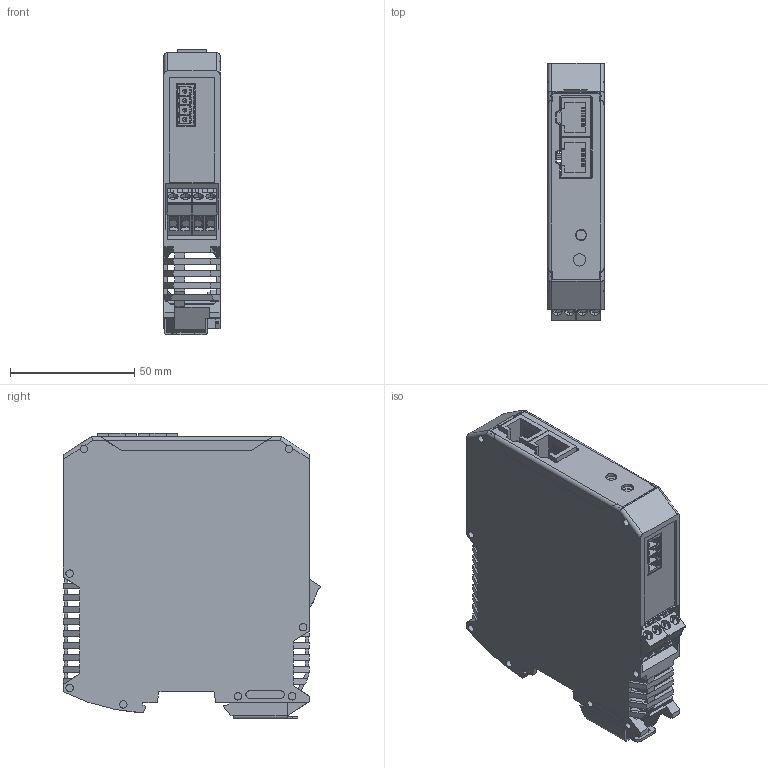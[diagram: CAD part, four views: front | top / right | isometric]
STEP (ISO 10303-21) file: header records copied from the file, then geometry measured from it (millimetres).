
FILE_DESCRIPTION((''),'2;1');
FILE_NAME('DM_CAD-2247_ASM','2016-03-09T',('Creinig-se'),(''),'PRO/ENGINEER BY PARAMETRIC TECHNOLOGY CORPORATION, 2013050','PRO/ENGINEER BY PARAMETRIC TECHNOLOGY CORPORATION, 2013050','');
FILE_SCHEMA(('CONFIG_CONTROL_DESIGN'));
Products named in the file (21): DM_CAD-2247_SW0002; ID_1_PRODUCT_VERSION_ID-1349; ID_1_PRODUCT_VERSION_ID-1350; PRODUCT_1249_PRODUCT_VERSION_ID; ID_1_PRODUCT_VERSION_ID-1352; ID_1_PRODUCT_VERSION_ID-1353; PRODUCT_1252_PRODUCT_VERSION_ID; MANIFOLD_SOLID_BREP_62500; MANIFOLD_SOLID_BREP_62501; MANIFOLD_SOLID_BREP_62502; MANIFOLD_SOLID_BREP_62503; PRODUCT_1253_PRODUCT_VERSION_ID_ASM; ID_1_PRODUCT_VERSION_ID-1356; ID_1_PRODUCT_VERSION_ID-1357; ID_1_PRODUCT_VERSION_ID-1358; ID_1_PRODUCT_VERSION_ID-1359; ID_1_PRODUCT_VERSION_ID-1360; ID_1_PRODUCT_VERSION_ID-1361; ID_1_PRODUCT_VERSION_ID-1362; ID_1_PRODUCT_VERSION_ID-1363; DM_CAD-2247_ASM
Assembly tree (23 placements, depth 3):
  DM_CAD-2247_ASM
    DM_CAD-2247_SW0002
    ID_1_PRODUCT_VERSION_ID-1349
    ID_1_PRODUCT_VERSION_ID-1350
    PRODUCT_1249_PRODUCT_VERSION_ID  x2
    ID_1_PRODUCT_VERSION_ID-1352
    ID_1_PRODUCT_VERSION_ID-1353
    PRODUCT_1252_PRODUCT_VERSION_ID
    PRODUCT_1253_PRODUCT_VERSION_ID_ASM  x3
      MANIFOLD_SOLID_BREP_62500
      MANIFOLD_SOLID_BREP_62501
      MANIFOLD_SOLID_BREP_62502
      MANIFOLD_SOLID_BREP_62503
    ID_1_PRODUCT_VERSION_ID-1356
    ID_1_PRODUCT_VERSION_ID-1357
    ID_1_PRODUCT_VERSION_ID-1358
    ID_1_PRODUCT_VERSION_ID-1359
    ID_1_PRODUCT_VERSION_ID-1360
    ID_1_PRODUCT_VERSION_ID-1361
    ID_1_PRODUCT_VERSION_ID-1362
    ID_1_PRODUCT_VERSION_ID-1363
Bounding box: 22.6 x 103.48 x 115.05 mm (x, y, z)
Volume: 52625 mm3; surface area: 75175.9 mm2
Topology: 28 solids, 28 shells, 1651 faces, 4518 edges, 2930 vertices
Faces by surface type: plane 1201, cylinder 428, cone 10, sphere 8, torus 4
Entity records: 65165 total; most frequent: CARTESIAN_POINT 9738, ORIENTED_EDGE 8452, DIRECTION 8123, EDGE_CURVE 4226, VECTOR 3333, LINE 3333, PRESENTATION_STYLE_ASSIGNMENT 3048, VERTEX_POINT 2746
